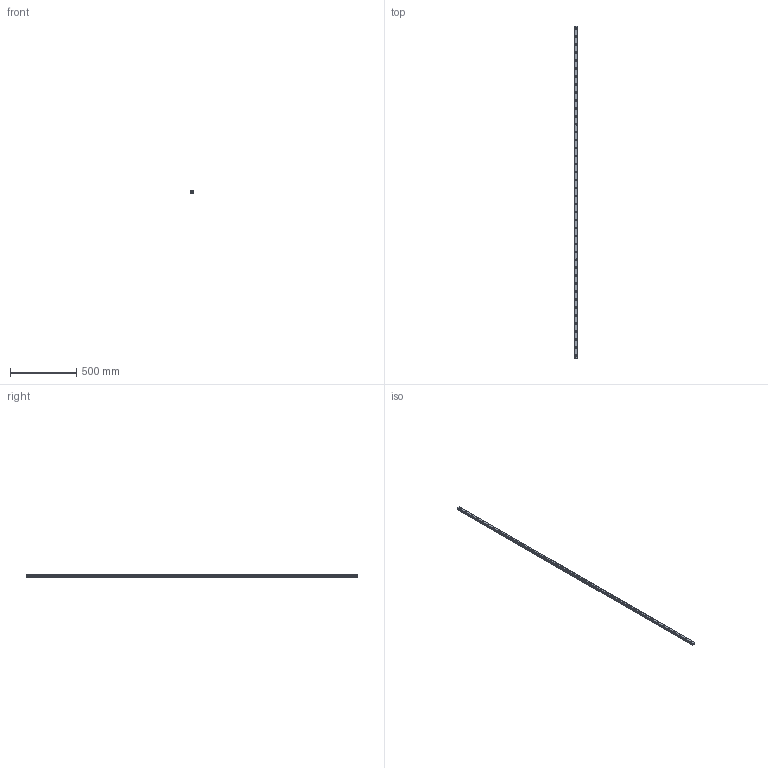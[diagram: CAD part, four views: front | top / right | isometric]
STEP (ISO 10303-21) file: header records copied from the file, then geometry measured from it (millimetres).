
FILE_DESCRIPTION(('STEP AP214'),'1');
FILE_NAME('cctmp_C887437C-F239-4136-85E1-D3033775E30C_2021_02_09_16_01_31_0512..stp','2021-02-09T15:01:31',('HIWIN GmbH'),('CADClick - www.CADClick.com'),'Spatial InterOp 3D',' ','unknown authorization');
FILE_SCHEMA(('AUTOMOTIVE_DESIGN'));
Length unit declared in the file: millimetre
Products named in the file (1): EGR25R2500C_FILE
Bounding box: 23 x 2500 x 18 mm (x, y, z)
Volume: 859482.1 mm3; surface area: 232616 mm2
Topology: 1 solids, 1 shells, 609 faces, 1557 edges, 1038 vertices
Faces by surface type: plane 337, cylinder 272
Entity records: 23807 total; most frequent: DIRECTION 3657, CARTESIAN_POINT 3205, ORIENTED_EDGE 3114, EDGE_CURVE 1557, AXIS2_PLACEMENT_3D 1490, VERTEX_POINT 1038, CIRCLE 712, EDGE_LOOP 697
